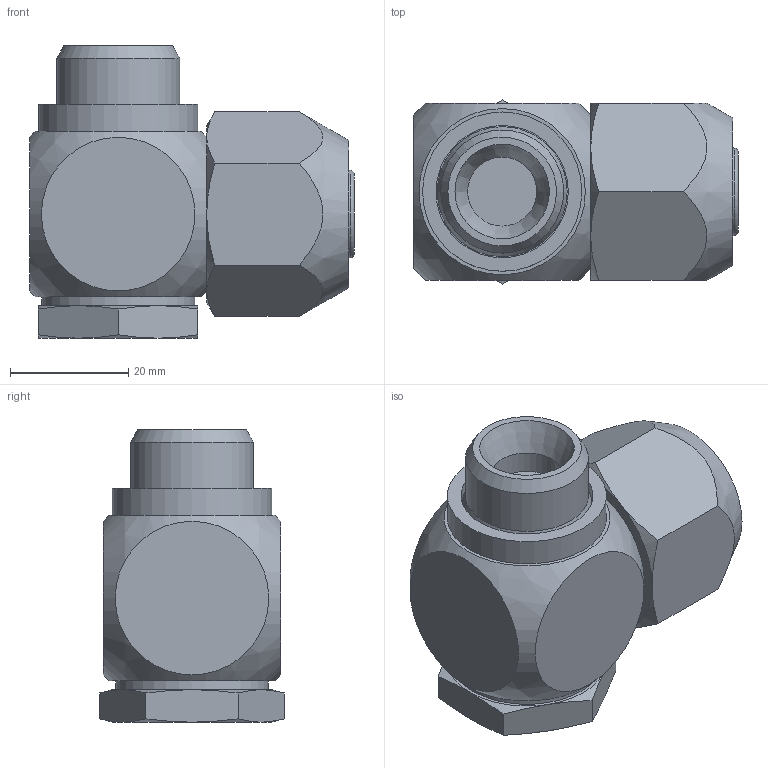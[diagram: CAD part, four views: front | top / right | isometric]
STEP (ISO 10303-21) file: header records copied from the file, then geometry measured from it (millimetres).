
FILE_DESCRIPTION(/* description */ (''),/* implementation_level */ '2;1');
FILE_NAME(/* name */ 'lcx_1213_a.stp',/* time_stamp */ '2017-04-18T14:24:03+02:00',/* author */ ('leitheußer'),/* organization */ (''),/* preprocessor_version */ 'ST-DEVELOPER v15.6',/* originating_system */ 'Autodesk Inventor LT ',/* authorisation */ '');
FILE_SCHEMA (('AUTOMOTIVE_DESIGN { 1 0 10303 214 3 1 1 }'));
Length unit declared in the file: millimetre
Products named in the file (1): 174-0813
Bounding box: 55 x 31.18 x 49.5 mm (x, y, z)
Volume: 47447 mm3; surface area: 11408.1 mm2
Topology: 1 solids, 1 shells, 64 faces, 129 edges, 80 vertices
Faces by surface type: plane 28, cone 24, cylinder 9, torus 2, sphere 1
Full cylindrical faces by diameter (mm): 11 x1, 11.7 x1, 15 x1, 20.4 x1, 20.82 x1, 22 x1, 22.4 x1, 25.9 x1, 26.97 x1
Entity records: 1489 total; most frequent: CARTESIAN_POINT 325, DIRECTION 240, ORIENTED_EDGE 206, AXIS2_PLACEMENT_3D 114, EDGE_CURVE 103, EDGE_LOOP 96, VERTEX_POINT 73, FACE_OUTER_BOUND 64
